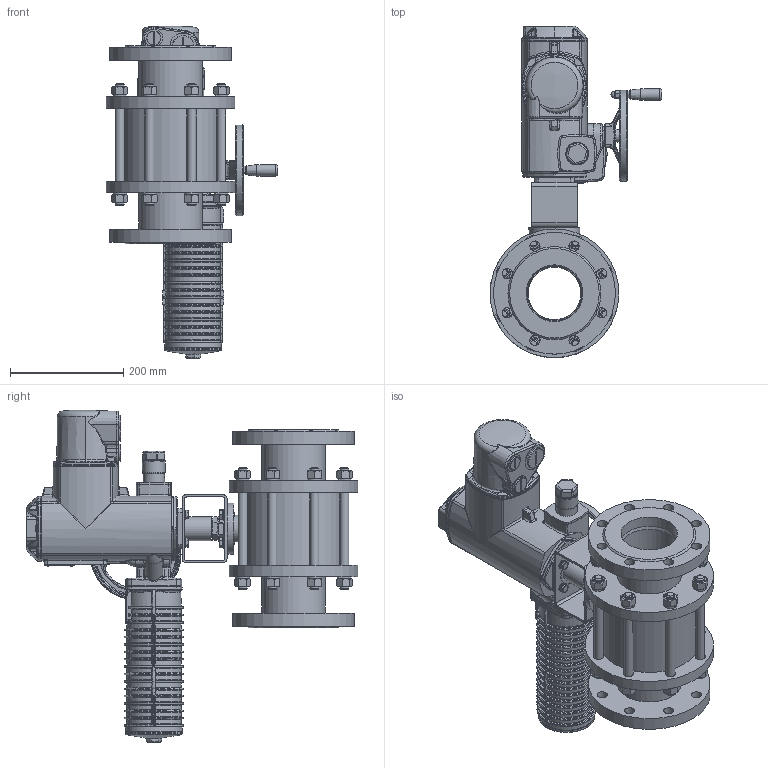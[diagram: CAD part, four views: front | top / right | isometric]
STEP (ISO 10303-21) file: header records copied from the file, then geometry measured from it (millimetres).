
FILE_DESCRIPTION(('STEP AP214'), '1');
FILE_NAME('埡39 014 100 000 auma', '', ('UNSPECIFIED'), ('UNSPECIFIED'), 'ASCON STEP Converter 1.6', 'ASCON Math Kernel', '');
FILE_SCHEMA(('AUTOMOTIVE_DESIGN { 1 0 10303 214 3 1 1}'));
Length unit declared in the file: millimetre
Bounding box: 302.89 x 584.74 x 585.6 mm (x, y, z)
Volume: 13123889.3 mm3; surface area: 1143907.2 mm2
Topology: 3 solids, 3 shells, 3123 faces, 7526 edges, 4461 vertices
Faces by surface type: plane 974, bspline 876, cylinder 686, cone 271, torus 259, sphere 57
Full cylindrical faces by diameter (mm): 8 x4, 8.4 x4, 9 x4, 10 x8, 10.5 x4, 11 x4, 12.5 x1, 15.8 x16, 16 x44, 18 x32, 19 x1, 20 x5, 25 x1, 30 x1, 35 x1, 38 x1, 38.3 x1, 40 x1, 42 x2, 46 x1, 47 x1, 55 x1, 90 x1, 93 x1, 97 x2, 100 x4, 112 x2, 113 x4, 160 x1, 172 x1
Entity records: 370584 total; most frequent: CARTESIAN_POINT 282630, ORIENTED_EDGE 14348, DIRECTION 10338, EDGE_CURVE 7174, VERTEX_POINT 4461, AXIS2_PLACEMENT_3D 4283, EDGE_LOOP 3637, FACE_BOUND 3254
